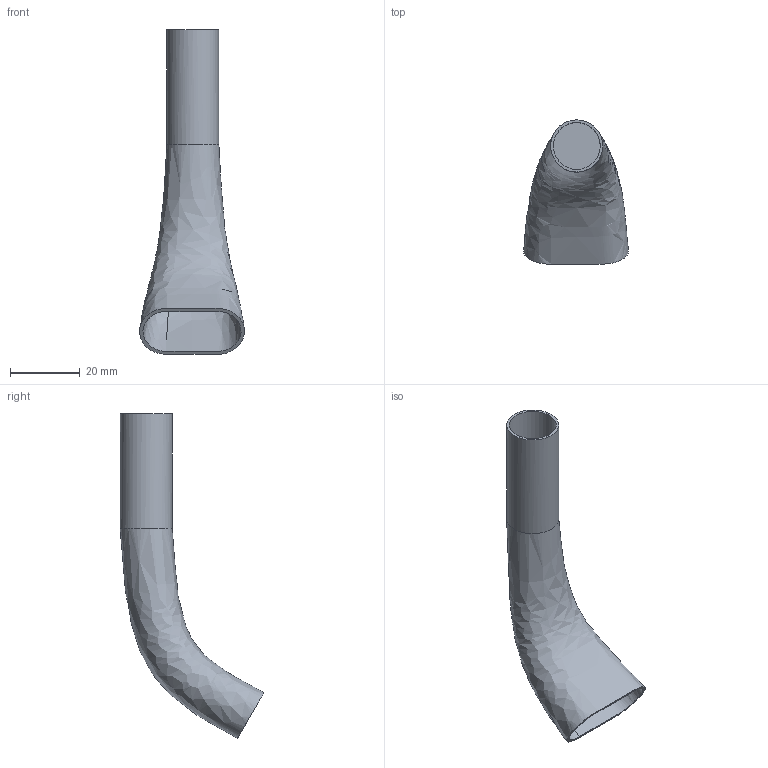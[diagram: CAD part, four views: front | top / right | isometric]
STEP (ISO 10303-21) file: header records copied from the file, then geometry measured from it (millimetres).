
FILE_DESCRIPTION(/* description */ (''),/* implementation_level */ '2;1');
FILE_NAME(/* name */ 'tube.step',/* time_stamp */ '2025-10-26T08:50:50+01:00',/* author */ (''),/* organization */ (''),/* preprocessor_version */ 'ST-DEVELOPER v20.1',/* originating_system */ 'Autodesk Translation Framework v14.17.0.0',/* authorisation */ '');
FILE_SCHEMA (('AUTOMOTIVE_DESIGN { 1 0 10303 214 3 1 1 }'));
Length unit declared in the file: millimetre
Products named in the file (1): 2025-10-25-10-49-37-523
Bounding box: 30.18 x 41.35 x 93.34 mm (x, y, z)
Volume: 5054.9 mm3; surface area: 10964 mm2
Topology: 1 solids, 1 shells, 9 faces, 18 edges, 13 vertices
Faces by surface type: plane 4, bspline 3, cylinder 2
Full cylindrical faces by diameter (mm): 13.5 x1, 15 x1
Entity records: 3267 total; most frequent: CARTESIAN_POINT 3059, ORIENTED_EDGE 36, DIRECTION 30, EDGE_CURVE 18, AXIS2_PLACEMENT_3D 14, VERTEX_POINT 13, EDGE_LOOP 11, FACE_OUTER_BOUND 9
